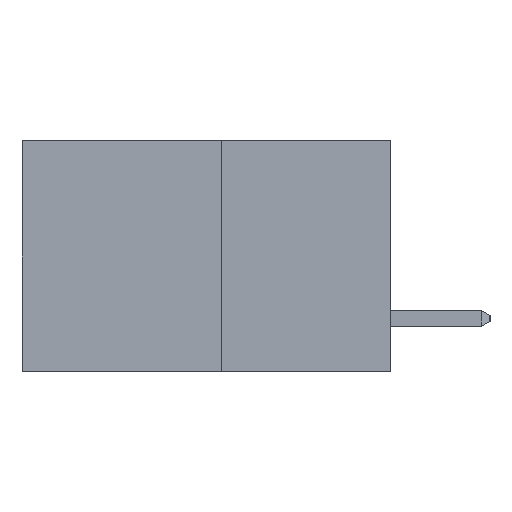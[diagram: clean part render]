
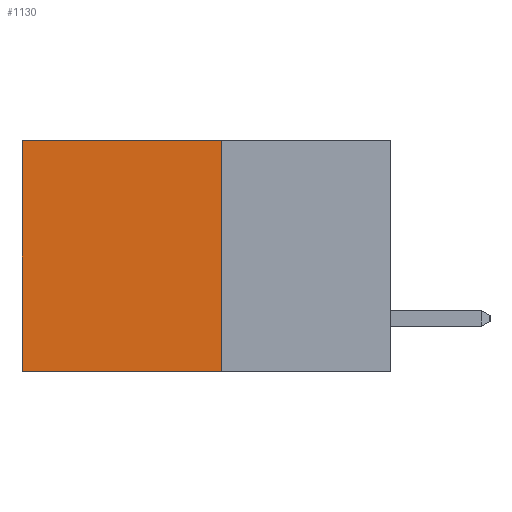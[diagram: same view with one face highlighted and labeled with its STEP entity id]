
A CAD part, left-side view. The second image highlights one B-rep face of the part: STEP entity #1130.
In plain terms, the highlighted planar face has unit normal (-1, 0, 0).
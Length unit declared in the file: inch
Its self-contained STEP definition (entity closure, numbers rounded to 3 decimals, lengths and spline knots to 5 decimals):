
#273 = DIRECTION ( 'NONE',  ( 0., 0., -1. ) ) ;
#792 = ORIENTED_EDGE ( 'NONE', *, *, #7757, .T. ) ;
#868 = ORIENTED_EDGE ( 'NONE', *, *, #4107, .F. ) ;
#964 = ORIENTED_EDGE ( 'NONE', *, *, #2956, .F. ) ;
#993 = ORIENTED_EDGE ( 'NONE', *, *, #9606, .T. ) ;
#1130 = ADVANCED_FACE ( 'NONE', ( #1352 ), #9316, .F. ) ;
#1352 = FACE_OUTER_BOUND ( 'NONE', #2676, .T. ) ;
#1363 = LINE ( 'NONE', #2341, #3378 ) ;
#1788 = VERTEX_POINT ( 'NONE', #4856 ) ;
#1872 = VECTOR ( 'NONE', #10080, 39.37008 ) ;
#2226 = LINE ( 'NONE', #7708, #4465 ) ;
#2341 = CARTESIAN_POINT ( 'NONE',  ( 0.277, 0.27, 0. ) ) ;
#2379 = CARTESIAN_POINT ( 'NONE',  ( 0.277, 0.59, -0.37 ) ) ;
#2548 = DIRECTION ( 'NONE',  ( 1., 0., 0. ) ) ;
#2676 = EDGE_LOOP ( 'NONE', ( #792, #868, #964, #993 ) ) ;
#2784 = VERTEX_POINT ( 'NONE', #5560 ) ;
#2956 = EDGE_CURVE ( 'NONE', #3221, #1788, #7089, .T. ) ;
#3221 = VERTEX_POINT ( 'NONE', #9520 ) ;
#3378 = VECTOR ( 'NONE', #8562, 39.37008 ) ;
#3807 = CARTESIAN_POINT ( 'NONE',  ( 0.277, 0.27, -0.37 ) ) ;
#3938 = AXIS2_PLACEMENT_3D ( 'NONE', #3807, #2548, #6113 ) ;
#4107 = EDGE_CURVE ( 'NONE', #1788, #9710, #4145, .T. ) ;
#4145 = LINE ( 'NONE', #10180, #1872 ) ;
#4465 = VECTOR ( 'NONE', #273, 39.37008 ) ;
#4856 = CARTESIAN_POINT ( 'NONE',  ( 0.277, 0.27, -0.37 ) ) ;
#5560 = CARTESIAN_POINT ( 'NONE',  ( 0.277, 0.59, 0. ) ) ;
#6113 = DIRECTION ( 'NONE',  ( 0., 0., -1. ) ) ;
#7089 = LINE ( 'NONE', #9609, #9478 ) ;
#7708 = CARTESIAN_POINT ( 'NONE',  ( 0.277, 0.59, -0.37 ) ) ;
#7757 = EDGE_CURVE ( 'NONE', #2784, #9710, #2226, .T. ) ;
#8562 = DIRECTION ( 'NONE',  ( 0., 1., 0. ) ) ;
#9311 = DIRECTION ( 'NONE',  ( 0., 0., -1. ) ) ;
#9316 = PLANE ( 'NONE',  #3938 ) ;
#9478 = VECTOR ( 'NONE', #9311, 39.37008 ) ;
#9520 = CARTESIAN_POINT ( 'NONE',  ( 0.277, 0.27, 0. ) ) ;
#9606 = EDGE_CURVE ( 'NONE', #3221, #2784, #1363, .T. ) ;
#9609 = CARTESIAN_POINT ( 'NONE',  ( 0.277, 0.27, -0.37 ) ) ;
#9710 = VERTEX_POINT ( 'NONE', #2379 ) ;
#10080 = DIRECTION ( 'NONE',  ( 0., 1., 0. ) ) ;
#10180 = CARTESIAN_POINT ( 'NONE',  ( 0.277, 0.27, -0.37 ) ) ;
